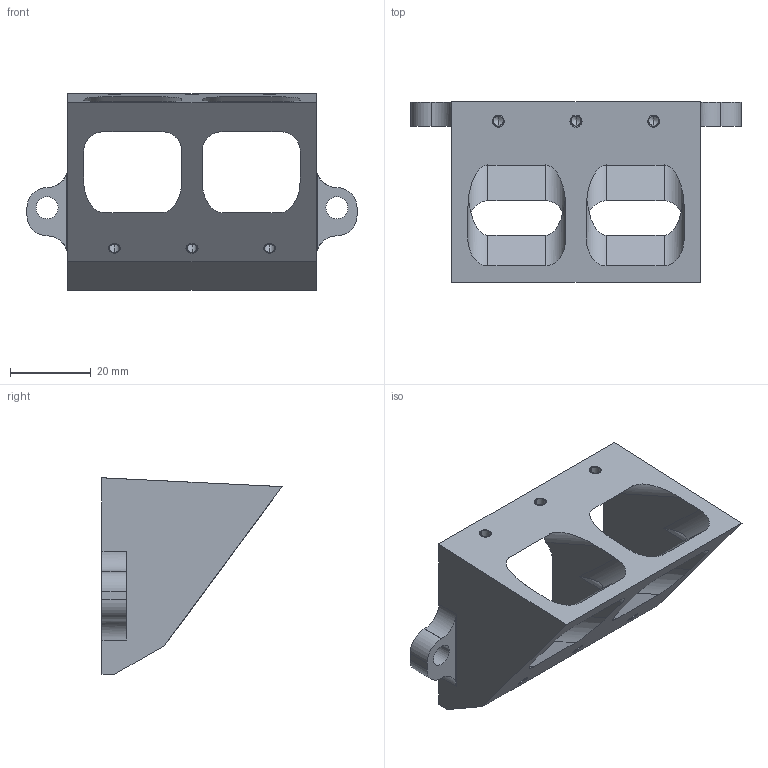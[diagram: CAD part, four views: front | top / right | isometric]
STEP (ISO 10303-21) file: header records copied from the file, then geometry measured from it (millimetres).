
FILE_DESCRIPTION((''),'2;1');
FILE_NAME('BOITE_A_CLAPETS','2018-08-05T23:05:16',('Bertrand et Pauline'),(''),'CREO PARAMETRIC BY PTC INC, 2018100','CREO PARAMETRIC BY PTC INC, 2018100','');
FILE_SCHEMA(('CONFIG_CONTROL_DESIGN'));
Length unit declared in the file: millimetre
Products named in the file (1): BOITE_A_CLAPETS
Bounding box: 82 x 44.75 x 48.8 mm (x, y, z)
Volume: 31415.9 mm3; surface area: 15955.7 mm2
Topology: 1 solids, 7 shells, 109 faces, 302 edges, 192 vertices
Faces by surface type: cylinder 60, plane 37, cone 12
Entity records: 3724 total; most frequent: CARTESIAN_POINT 967, ORIENTED_EDGE 556, DIRECTION 544, EDGE_CURVE 290, AXIS2_PLACEMENT_3D 194, VERTEX_POINT 192, VECTOR 156, LINE 156
